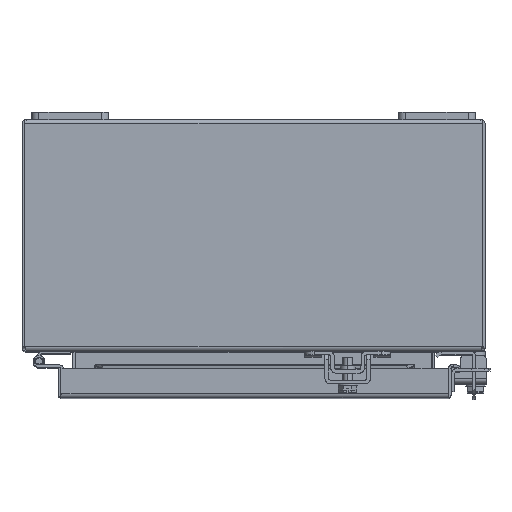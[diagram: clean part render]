
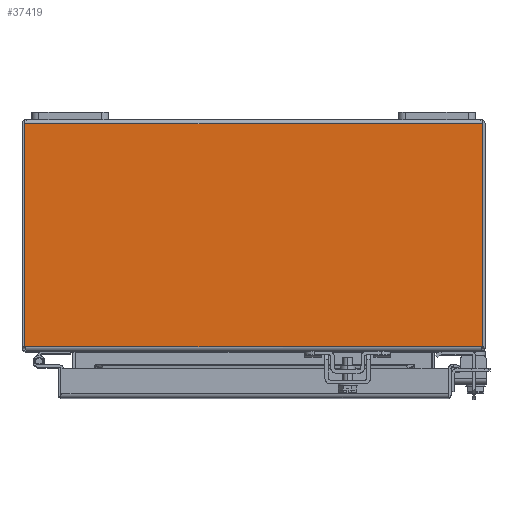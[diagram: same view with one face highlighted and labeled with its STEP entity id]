
A CAD part, top view. The second image highlights one B-rep face of the part: STEP entity #37419.
In plain terms, the highlighted planar face has unit normal (0, 0, 1).
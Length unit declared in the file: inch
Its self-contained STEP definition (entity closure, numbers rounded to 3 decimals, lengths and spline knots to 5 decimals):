
#6340 = VECTOR ( 'NONE', #8055, 39.37008 ) ;
#7873 = ORIENTED_EDGE ( 'NONE', *, *, #25846, .T. ) ;
#8055 = DIRECTION ( 'NONE',  ( 0., -1., 0. ) ) ;
#8801 = VERTEX_POINT ( 'NONE', #19121 ) ;
#8951 = LINE ( 'NONE', #23769, #9454 ) ;
#9454 = VECTOR ( 'NONE', #35667, 39.37008 ) ;
#9840 = VERTEX_POINT ( 'NONE', #37415 ) ;
#10026 = DIRECTION ( 'NONE',  ( -1., 0., 0. ) ) ;
#10663 = EDGE_CURVE ( 'NONE', #9840, #23356, #20909, .T. ) ;
#14892 = VECTOR ( 'NONE', #32800, 39.37008 ) ;
#19121 = CARTESIAN_POINT ( 'NONE',  ( -5.92792, -5.892, 8. ) ) ;
#20075 = CARTESIAN_POINT ( 'NONE',  ( -5.92792, -0.108, 8. ) ) ;
#20330 = LINE ( 'NONE', #31851, #6340 ) ;
#20364 = ORIENTED_EDGE ( 'NONE', *, *, #32335, .T. ) ;
#20909 = LINE ( 'NONE', #32401, #14892 ) ;
#21902 = ORIENTED_EDGE ( 'NONE', *, *, #10663, .F. ) ;
#21919 = LINE ( 'NONE', #33435, #23915 ) ;
#22215 = DIRECTION ( 'NONE',  ( 0., -1., 0. ) ) ;
#22519 = ORIENTED_EDGE ( 'NONE', *, *, #29661, .T. ) ;
#22589 = FACE_OUTER_BOUND ( 'NONE', #35978, .T. ) ;
#22966 = DIRECTION ( 'NONE',  ( 0., 0., 1. ) ) ;
#23356 = VERTEX_POINT ( 'NONE', #36473 ) ;
#23769 = CARTESIAN_POINT ( 'NONE',  ( 5.892, -5.892, 8. ) ) ;
#23915 = VECTOR ( 'NONE', #10026, 39.37008 ) ;
#25846 = EDGE_CURVE ( 'NONE', #8801, #23356, #8951, .T. ) ;
#26891 = VERTEX_POINT ( 'NONE', #20075 ) ;
#29661 = EDGE_CURVE ( 'NONE', #9840, #26891, #21919, .T. ) ;
#30197 = AXIS2_PLACEMENT_3D ( 'NONE', #31747, #22966, #22215 ) ;
#31747 = CARTESIAN_POINT ( 'NONE',  ( 5.892, -0.06248, 8. ) ) ;
#31851 = CARTESIAN_POINT ( 'NONE',  ( -5.92792, 39.37008, 8. ) ) ;
#32335 = EDGE_CURVE ( 'NONE', #26891, #8801, #20330, .T. ) ;
#32401 = CARTESIAN_POINT ( 'NONE',  ( 5.92792, 39.37008, 8. ) ) ;
#32800 = DIRECTION ( 'NONE',  ( 0., -1., 0. ) ) ;
#33435 = CARTESIAN_POINT ( 'NONE',  ( 5.892, -0.108, 8. ) ) ;
#35667 = DIRECTION ( 'NONE',  ( 1., 0., 0. ) ) ;
#35978 = EDGE_LOOP ( 'NONE', ( #22519, #20364, #7873, #21902 ) ) ;
#36473 = CARTESIAN_POINT ( 'NONE',  ( 5.92792, -5.892, 8. ) ) ;
#37415 = CARTESIAN_POINT ( 'NONE',  ( 5.92792, -0.108, 8. ) ) ;
#37419 = ADVANCED_FACE ( 'NONE', ( #22589 ), #38000, .T. ) ;
#38000 = PLANE ( 'NONE',  #30197 ) ;
